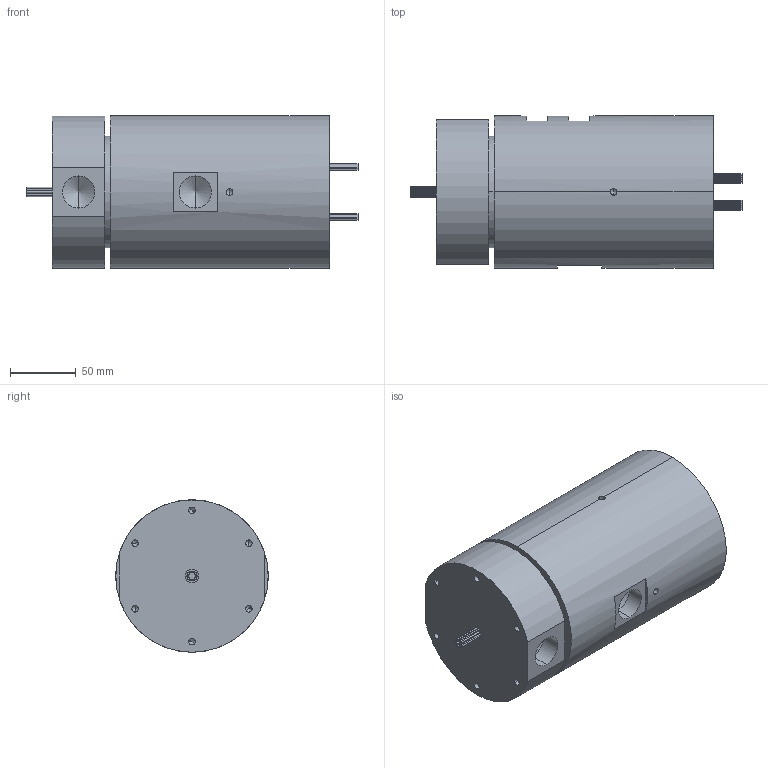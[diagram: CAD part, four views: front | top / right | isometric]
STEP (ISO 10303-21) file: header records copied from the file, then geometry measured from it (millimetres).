
FILE_DESCRIPTION (( 'STEP AP203' ), '1' );
FILE_NAME ('1.STEP', '2021-02-03T03:56:35', ( '微软用户' ), ( '微软中国' ), 'SwSTEP 2.0', 'SolidWorks 2014', '' );
FILE_SCHEMA (( 'CONFIG_CONTROL_DESIGN' ));
Length unit declared in the file: millimetre
Products named in the file (1): 1
Bounding box: 252.8 x 116 x 116 mm (x, y, z)
Volume: 2175008.7 mm3; surface area: 115334.9 mm2
Topology: 1 solids, 1 shells, 157 faces, 357 edges, 213 vertices
Faces by surface type: cylinder 85, plane 42, cone 30
Entity records: 4534 total; most frequent: CARTESIAN_POINT 950, DIRECTION 799, ORIENTED_EDGE 654, EDGE_CURVE 327, AXIS2_PLACEMENT_3D 326, VERTEX_POINT 213, EDGE_LOOP 198, CIRCLE 168
